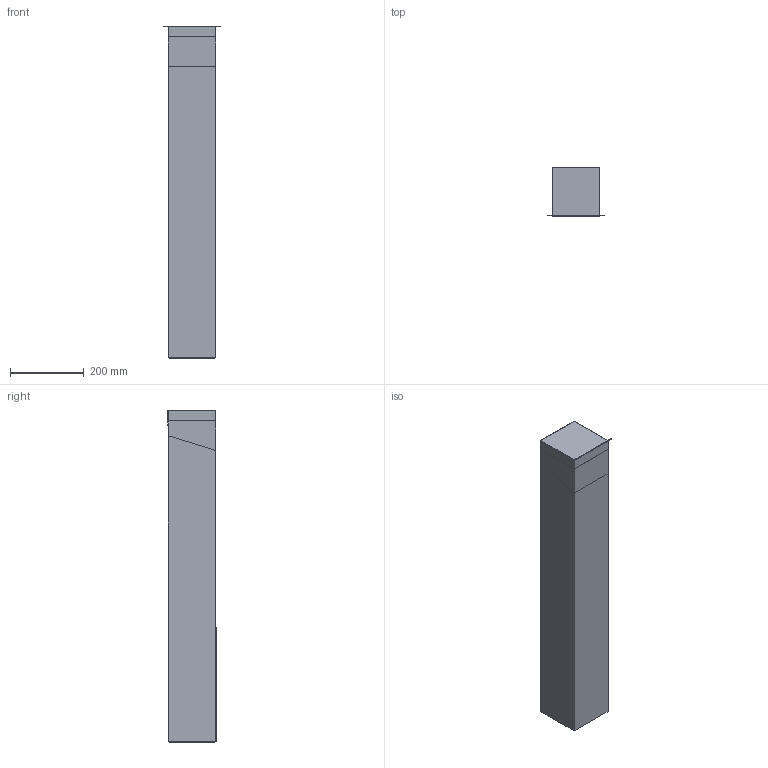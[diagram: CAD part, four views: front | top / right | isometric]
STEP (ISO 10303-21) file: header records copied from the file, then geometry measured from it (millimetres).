
FILE_DESCRIPTION(/* description */ (''),/* implementation_level */ '2;1');
FILE_NAME(/* name */ 'T417200_TETRAGONO H90',/* time_stamp */ '2018-02-12T15:51:40+01:00',/* author */ (''),/* organization */ (''),/* preprocessor_version */ 'ST-DEVELOPER v15',/* originating_system */ '',/* authorisation */ '');
FILE_SCHEMA (('CONFIG_CONTROL_DESIGN'));
Length unit declared in the file: millimetre
Products named in the file (1): Document
Bounding box: 155.3 x 130.08 x 899.53 mm (x, y, z)
Volume: 87795.1 mm3; surface area: 526880.1 mm2
Topology: 1 solids, 4 shells, 118 faces, 325 edges, 198 vertices
Faces by surface type: plane 61, bspline 57
Entity records: 4533 total; most frequent: CARTESIAN_POINT 2569, ORIENTED_EDGE 598, EDGE_CURVE 314, B_SPLINE_CURVE_WITH_KNOTS 211, VERTEX_POINT 194, EDGE_LOOP 121, ADVANCED_FACE 118, FACE_OUTER_BOUND 118
